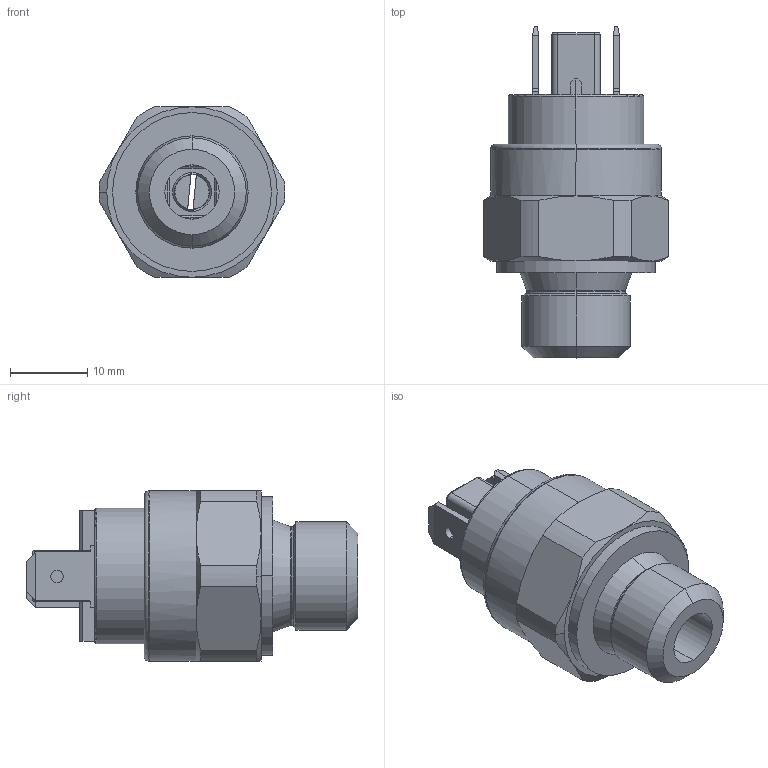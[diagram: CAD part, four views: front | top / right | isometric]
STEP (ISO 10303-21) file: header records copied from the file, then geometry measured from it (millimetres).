
FILE_DESCRIPTION (( 'STEP AP214' ), '1' );
FILE_NAME ('525.STEP', '2020-02-13T10:29:37', ( '' ), ( '' ), 'SwSTEP 2.0', 'SolidWorks 2019', '' );
FILE_SCHEMA (( 'AUTOMOTIVE_DESIGN' ));
Length unit declared in the file: millimetre
Products named in the file (1): 525
Bounding box: 24 x 42.85 x 22 mm (x, y, z)
Surface area: 4943.7 mm2 (no closed solid volume)
Topology: 0 solids, 7 shells, 184 faces, 567 edges, 394 vertices
Faces by surface type: plane 79, cylinder 58, cone 31, torus 16
Entity records: 8523 total; most frequent: CARTESIAN_POINT 1366, DIRECTION 1110, ORIENTED_EDGE 978, EDGE_CURVE 567, VERTEX_POINT 394, AXIS2_PLACEMENT_3D 394, LINE 322, VECTOR 322
